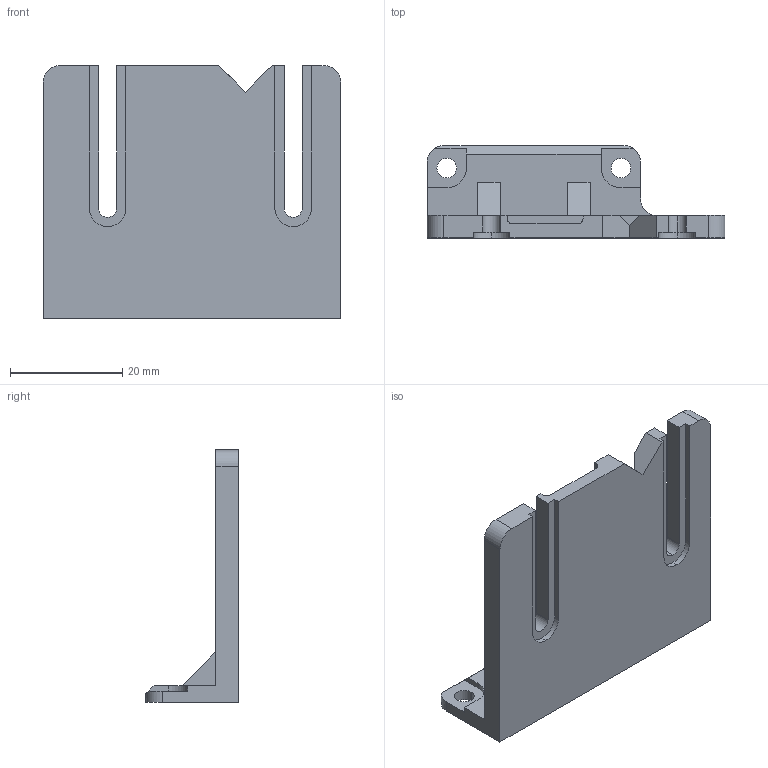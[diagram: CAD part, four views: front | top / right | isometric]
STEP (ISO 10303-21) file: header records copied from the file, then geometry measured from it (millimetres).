
FILE_DESCRIPTION (( 'STEP AP203' ), '1' );
FILE_NAME ('Z-ENDSTOP_HOLDER.STEP');
FILE_SCHEMA (( 'CONFIG_CONTROL_DESIGN' ));
Length unit declared in the file: millimetre
Products named in the file (1): Z-ENDSTOP_HOLDER
Bounding box: 53 x 16.5 x 45 mm (x, y, z)
Volume: 9350.5 mm3; surface area: 6713.5 mm2
Topology: 1 solids, 1 shells, 64 faces, 185 edges, 123 vertices
Faces by surface type: plane 44, cylinder 20
Entity records: 2186 total; most frequent: CARTESIAN_POINT 379, ORIENTED_EDGE 370, DIRECTION 353, EDGE_CURVE 185, VECTOR 143, LINE 143, VERTEX_POINT 123, AXIS2_PLACEMENT_3D 105
